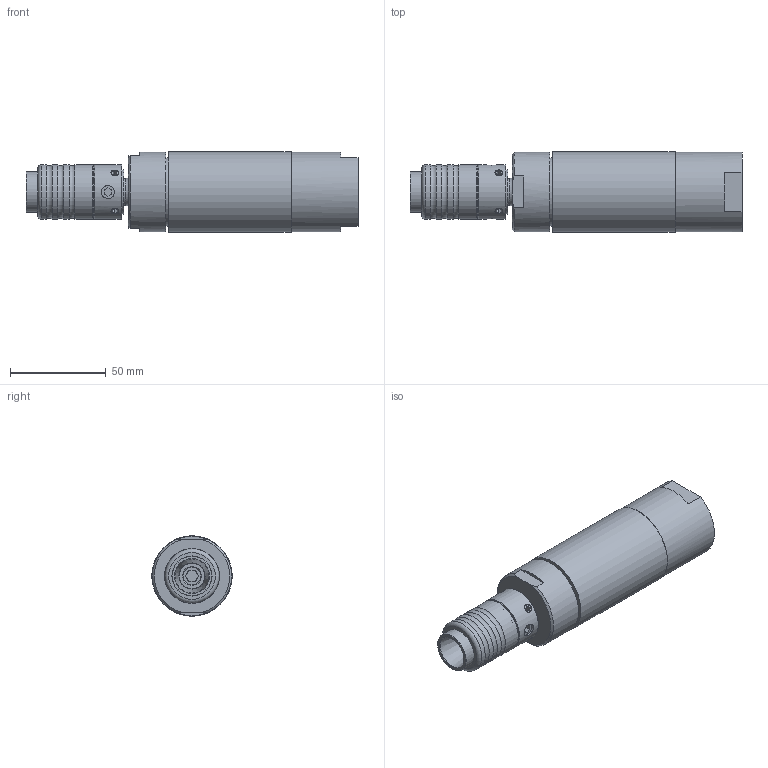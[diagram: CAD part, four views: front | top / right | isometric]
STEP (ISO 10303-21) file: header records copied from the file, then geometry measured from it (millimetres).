
FILE_DESCRIPTION(/* description */ (''),/* implementation_level */ '2;1');
FILE_NAME(/* name */ 'EBMU 23-2000 WS_60038577.stp',/* time_stamp */ '2015-01-22T13:44:36+01:00',/* author */ ('ekoch'),/* organization */ (''),/* preprocessor_version */ 'ST-DEVELOPER v15.2',/* originating_system */ 'Autodesk Inventor 2014',/* authorisation */ '');
FILE_SCHEMA (('AUTOMOTIVE_DESIGN { 1 0 10303 214 3 1 1 }'));
Length unit declared in the file: millimetre
Products named in the file (1): EBMU 23-2000 WS_60038577
Bounding box: 173.5 x 41.89 x 41.89 mm (x, y, z)
Volume: 184308 mm3; surface area: 28922.6 mm2
Topology: 1 solids, 10 shells, 288 faces, 713 edges, 469 vertices
Faces by surface type: plane 154, cylinder 76, cone 29, torus 16, bspline 7, sphere 6
Full cylindrical faces by diameter (mm): 2.3 x1, 3.5 x4, 4.2 x8, 5.5 x2, 5.6 x2, 6 x1, 6.8 x4, 11.445 x3, 14 x2, 14.95 x1, 16 x1, 21 x1, 23 x1, 27 x2, 27.3 x2, 28.4 x4, 28.6 x1, 36 x1, 41.5 x2, 42 x1
Entity records: 8979 total; most frequent: CARTESIAN_POINT 2516, DIRECTION 1220, ORIENTED_EDGE 1156, EDGE_CURVE 578, AXIS2_PLACEMENT_3D 444, VERTEX_POINT 417, EDGE_LOOP 411, LINE 332
